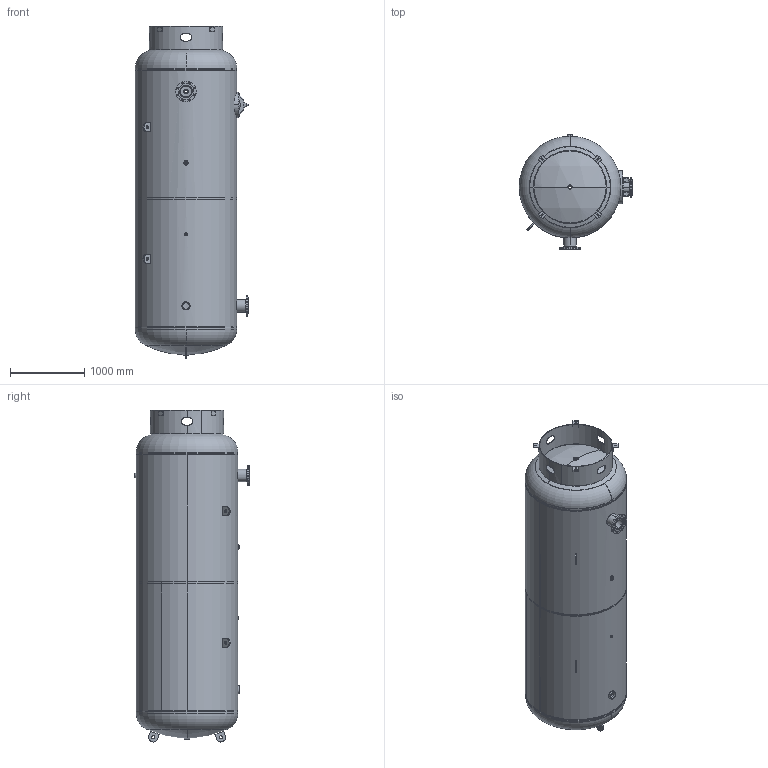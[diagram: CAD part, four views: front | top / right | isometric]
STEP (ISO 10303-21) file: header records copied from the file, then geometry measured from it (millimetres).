
FILE_DESCRIPTION (( 'STEP AP203' ), '1' );
FILE_NAME ('302446.STEP', '2012-03-05T14:37:37', ( '' ), ( '' ), 'SwSTEP 2.0', 'SolidWorks 2011', '' );
FILE_SCHEMA (( 'CONFIG_CONTROL_DESIGN' ));
Length unit declared in the file: inch
Products named in the file (1): 302446
Bounding box: 1533.43 x 1543.81 x 4483.78 mm (x, y, z)
Surface area: 41469312.5 mm2 (no closed solid volume)
Topology: 0 solids, 42 shells, 362 faces, 1082 edges, 749 vertices
Faces by surface type: cylinder 149, plane 131, torus 54, bspline 20, sphere 8
Entity records: 21371 total; most frequent: CARTESIAN_POINT 11547, DIRECTION 2122, ORIENTED_EDGE 1807, EDGE_CURVE 1082, AXIS2_PLACEMENT_3D 838, VERTEX_POINT 749, CIRCLE 495, LINE 446
